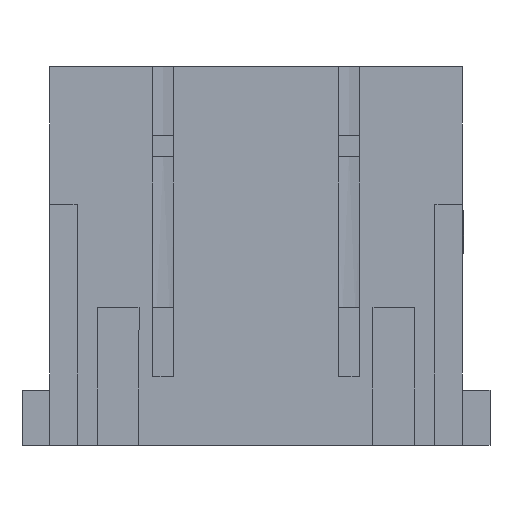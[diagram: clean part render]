
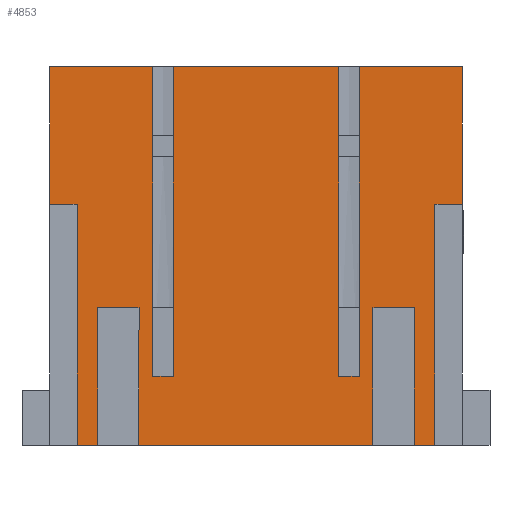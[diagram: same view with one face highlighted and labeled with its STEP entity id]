
A CAD part, front view. The second image highlights one B-rep face of the part: STEP entity #4853.
In plain terms, the highlighted planar face has unit normal (0, -1, 0).
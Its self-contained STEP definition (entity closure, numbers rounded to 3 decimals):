
#2041=CARTESIAN_POINT('',(15.,-7.35,27.5));
#2042=VERTEX_POINT('',#2041);
#2049=CARTESIAN_POINT('',(15.0,-7.35,17.5));
#2050=VERTEX_POINT('',#2049);
#2051=CARTESIAN_POINT('',(15.,-7.35,27.5));
#2052=DIRECTION('',(0.0,0.0,-1.0));
#2053=VECTOR('',#2052,10.0);
#2054=LINE('',#2051,#2053);
#2055=EDGE_CURVE('',#2042,#2050,#2054,.T.);
#4238=CARTESIAN_POINT('',(-6.,-7.35,5.));
#4239=VERTEX_POINT('',#4238);
#4246=CARTESIAN_POINT('',(-6.,-7.35,27.5));
#4247=VERTEX_POINT('',#4246);
#4248=CARTESIAN_POINT('',(-6.,-7.35,27.5));
#4249=DIRECTION('',(0.0,0.0,-1.0));
#4250=VECTOR('',#4249,22.5);
#4251=LINE('',#4248,#4250);
#4252=EDGE_CURVE('',#4247,#4239,#4251,.T.);
#4326=CARTESIAN_POINT('',(-7.5,-7.35,5.));
#4327=VERTEX_POINT('',#4326);
#4334=CARTESIAN_POINT('',(-6.,-7.35,5.));
#4335=DIRECTION('',(-1.0,0.0,0.0));
#4336=VECTOR('',#4335,1.5);
#4337=LINE('',#4334,#4336);
#4338=EDGE_CURVE('',#4239,#4327,#4337,.T.);
#4350=CARTESIAN_POINT('',(7.5,-7.35,5.));
#4351=VERTEX_POINT('',#4350);
#4358=CARTESIAN_POINT('',(7.5,-7.35,27.5));
#4359=VERTEX_POINT('',#4358);
#4360=CARTESIAN_POINT('',(7.5,-7.35,27.5));
#4361=DIRECTION('',(0.0,0.0,-1.0));
#4362=VECTOR('',#4361,22.5);
#4363=LINE('',#4360,#4362);
#4364=EDGE_CURVE('',#4359,#4351,#4363,.T.);
#4438=CARTESIAN_POINT('',(6.0,-7.35,5.));
#4439=VERTEX_POINT('',#4438);
#4446=CARTESIAN_POINT('',(7.5,-7.35,5.));
#4447=DIRECTION('',(-1.0,0.0,0.0));
#4448=VECTOR('',#4447,1.5);
#4449=LINE('',#4446,#4448);
#4450=EDGE_CURVE('',#4351,#4439,#4449,.T.);
#4596=CARTESIAN_POINT('',(-13.0,-7.35,17.5));
#4597=VERTEX_POINT('',#4596);
#4604=CARTESIAN_POINT('',(-15.0,-7.35,17.5));
#4605=VERTEX_POINT('',#4604);
#4606=CARTESIAN_POINT('',(-15.0,-7.35,17.5));
#4607=DIRECTION('',(1.0,0.0,0.0));
#4608=VECTOR('',#4607,2.0);
#4609=LINE('',#4606,#4608);
#4610=EDGE_CURVE('',#4605,#4597,#4609,.T.);
#4627=CARTESIAN_POINT('',(-13.0,-7.35,0.0));
#4628=VERTEX_POINT('',#4627);
#4629=CARTESIAN_POINT('',(-13.0,-7.35,17.5));
#4630=DIRECTION('',(0.0,0.0,-1.0));
#4631=VECTOR('',#4630,17.5);
#4632=LINE('',#4629,#4631);
#4633=EDGE_CURVE('',#4597,#4628,#4632,.T.);
#4693=CARTESIAN_POINT('',(-15.,-7.35,27.5));
#4694=VERTEX_POINT('',#4693);
#4695=CARTESIAN_POINT('',(-15.0,-7.35,17.5));
#4696=DIRECTION('',(0.0,0.0,1.0));
#4697=VECTOR('',#4696,10.);
#4698=LINE('',#4695,#4697);
#4699=EDGE_CURVE('',#4605,#4694,#4698,.T.);
#4718=CARTESIAN_POINT('',(0.,-7.35,13.75));
#4719=DIRECTION('',(0.0,1.0,0.0));
#4720=DIRECTION('',(0.0,0.0,1.0));
#4721=AXIS2_PLACEMENT_3D('',#4718,#4719,#4720);
#4722=PLANE('',#4721);
#4723=ORIENTED_EDGE('',*,*,#4610,.T.);
#4724=ORIENTED_EDGE('',*,*,#4633,.T.);
#4725=CARTESIAN_POINT('',(-11.5,-7.35,0.));
#4726=VERTEX_POINT('',#4725);
#4727=CARTESIAN_POINT('',(-11.5,-7.35,0.));
#4728=DIRECTION('',(-1.0,0.0,0.0));
#4729=VECTOR('',#4728,1.5);
#4730=LINE('',#4727,#4729);
#4731=EDGE_CURVE('',#4726,#4628,#4730,.T.);
#4732=ORIENTED_EDGE('',*,*,#4731,.F.);
#4733=CARTESIAN_POINT('',(-11.5,-7.35,10.0));
#4734=VERTEX_POINT('',#4733);
#4735=CARTESIAN_POINT('',(-11.5,-7.35,0.));
#4736=DIRECTION('',(0.0,0.0,1.0));
#4737=VECTOR('',#4736,10.);
#4738=LINE('',#4735,#4737);
#4739=EDGE_CURVE('',#4726,#4734,#4738,.T.);
#4740=ORIENTED_EDGE('',*,*,#4739,.T.);
#4741=CARTESIAN_POINT('',(-8.5,-7.35,10.0));
#4742=VERTEX_POINT('',#4741);
#4743=CARTESIAN_POINT('',(-11.5,-7.35,10.0));
#4744=DIRECTION('',(1.0,0.0,0.0));
#4745=VECTOR('',#4744,3.);
#4746=LINE('',#4743,#4745);
#4747=EDGE_CURVE('',#4734,#4742,#4746,.T.);
#4748=ORIENTED_EDGE('',*,*,#4747,.T.);
#4749=CARTESIAN_POINT('',(-8.5,-7.35,0.));
#4750=VERTEX_POINT('',#4749);
#4751=CARTESIAN_POINT('',(-8.5,-7.35,10.0));
#4752=DIRECTION('',(0.0,0.0,-1.0));
#4753=VECTOR('',#4752,10.);
#4754=LINE('',#4751,#4753);
#4755=EDGE_CURVE('',#4742,#4750,#4754,.T.);
#4756=ORIENTED_EDGE('',*,*,#4755,.T.);
#4757=CARTESIAN_POINT('',(8.5,-7.35,0.));
#4758=VERTEX_POINT('',#4757);
#4759=CARTESIAN_POINT('',(8.5,-7.35,0.));
#4760=DIRECTION('',(-1.0,0.0,0.0));
#4761=VECTOR('',#4760,17.);
#4762=LINE('',#4759,#4761);
#4763=EDGE_CURVE('',#4758,#4750,#4762,.T.);
#4764=ORIENTED_EDGE('',*,*,#4763,.F.);
#4765=CARTESIAN_POINT('',(8.5,-7.35,10.0));
#4766=VERTEX_POINT('',#4765);
#4767=CARTESIAN_POINT('',(8.5,-7.35,0.));
#4768=DIRECTION('',(0.0,0.0,1.0));
#4769=VECTOR('',#4768,10.);
#4770=LINE('',#4767,#4769);
#4771=EDGE_CURVE('',#4758,#4766,#4770,.T.);
#4772=ORIENTED_EDGE('',*,*,#4771,.T.);
#4773=CARTESIAN_POINT('',(11.5,-7.35,10.0));
#4774=VERTEX_POINT('',#4773);
#4775=CARTESIAN_POINT('',(8.5,-7.35,10.0));
#4776=DIRECTION('',(1.0,0.0,0.0));
#4777=VECTOR('',#4776,3.);
#4778=LINE('',#4775,#4777);
#4779=EDGE_CURVE('',#4766,#4774,#4778,.T.);
#4780=ORIENTED_EDGE('',*,*,#4779,.T.);
#4781=CARTESIAN_POINT('',(11.5,-7.35,0.));
#4782=VERTEX_POINT('',#4781);
#4783=CARTESIAN_POINT('',(11.5,-7.35,10.0));
#4784=DIRECTION('',(0.0,0.0,-1.0));
#4785=VECTOR('',#4784,10.);
#4786=LINE('',#4783,#4785);
#4787=EDGE_CURVE('',#4774,#4782,#4786,.T.);
#4788=ORIENTED_EDGE('',*,*,#4787,.T.);
#4789=CARTESIAN_POINT('',(13.0,-7.35,0.0));
#4790=VERTEX_POINT('',#4789);
#4791=CARTESIAN_POINT('',(13.0,-7.35,0.0));
#4792=DIRECTION('',(-1.0,0.0,0.0));
#4793=VECTOR('',#4792,1.5);
#4794=LINE('',#4791,#4793);
#4795=EDGE_CURVE('',#4790,#4782,#4794,.T.);
#4796=ORIENTED_EDGE('',*,*,#4795,.F.);
#4797=CARTESIAN_POINT('',(13.0,-7.35,17.5));
#4798=VERTEX_POINT('',#4797);
#4799=CARTESIAN_POINT('',(13.0,-7.35,0.0));
#4800=DIRECTION('',(0.0,0.0,1.0));
#4801=VECTOR('',#4800,17.5);
#4802=LINE('',#4799,#4801);
#4803=EDGE_CURVE('',#4790,#4798,#4802,.T.);
#4804=ORIENTED_EDGE('',*,*,#4803,.T.);
#4805=CARTESIAN_POINT('',(13.0,-7.35,17.5));
#4806=DIRECTION('',(1.0,0.0,0.0));
#4807=VECTOR('',#4806,2.0);
#4808=LINE('',#4805,#4807);
#4809=EDGE_CURVE('',#4798,#2050,#4808,.T.);
#4810=ORIENTED_EDGE('',*,*,#4809,.T.);
#4811=ORIENTED_EDGE('',*,*,#2055,.F.);
#4812=CARTESIAN_POINT('',(7.5,-7.35,27.5));
#4813=DIRECTION('',(1.0,0.0,0.0));
#4814=VECTOR('',#4813,7.5);
#4815=LINE('',#4812,#4814);
#4816=EDGE_CURVE('',#4359,#2042,#4815,.T.);
#4817=ORIENTED_EDGE('',*,*,#4816,.F.);
#4818=ORIENTED_EDGE('',*,*,#4364,.T.);
#4819=ORIENTED_EDGE('',*,*,#4450,.T.);
#4820=CARTESIAN_POINT('',(6.,-7.35,27.5));
#4821=VERTEX_POINT('',#4820);
#4822=CARTESIAN_POINT('',(6.0,-7.35,5.));
#4823=DIRECTION('',(0.0,0.0,1.0));
#4824=VECTOR('',#4823,22.5);
#4825=LINE('',#4822,#4824);
#4826=EDGE_CURVE('',#4439,#4821,#4825,.T.);
#4827=ORIENTED_EDGE('',*,*,#4826,.T.);
#4828=CARTESIAN_POINT('',(-6.,-7.35,27.5));
#4829=DIRECTION('',(1.0,0.0,0.0));
#4830=VECTOR('',#4829,12.);
#4831=LINE('',#4828,#4830);
#4832=EDGE_CURVE('',#4247,#4821,#4831,.T.);
#4833=ORIENTED_EDGE('',*,*,#4832,.F.);
#4834=ORIENTED_EDGE('',*,*,#4252,.T.);
#4835=ORIENTED_EDGE('',*,*,#4338,.T.);
#4836=CARTESIAN_POINT('',(-7.5,-7.35,27.5));
#4837=VERTEX_POINT('',#4836);
#4838=CARTESIAN_POINT('',(-7.5,-7.35,5.));
#4839=DIRECTION('',(0.0,0.0,1.0));
#4840=VECTOR('',#4839,22.5);
#4841=LINE('',#4838,#4840);
#4842=EDGE_CURVE('',#4327,#4837,#4841,.T.);
#4843=ORIENTED_EDGE('',*,*,#4842,.T.);
#4844=CARTESIAN_POINT('',(-15.,-7.35,27.5));
#4845=DIRECTION('',(1.0,0.0,0.0));
#4846=VECTOR('',#4845,7.5);
#4847=LINE('',#4844,#4846);
#4848=EDGE_CURVE('',#4694,#4837,#4847,.T.);
#4849=ORIENTED_EDGE('',*,*,#4848,.F.);
#4850=ORIENTED_EDGE('',*,*,#4699,.F.);
#4851=EDGE_LOOP('',(#4723,#4724,#4732,#4740,#4748,#4756,#4764,#4772,#4780,#4788,#4796,#4804,#4810,#4811,#4817,#4818,#4819,#4827,#4833,#4834,#4835,#4843,#4849,#4850));
#4852=FACE_OUTER_BOUND('',#4851,.T.);
#4853=ADVANCED_FACE('',(#4852),#4722,.F.);
